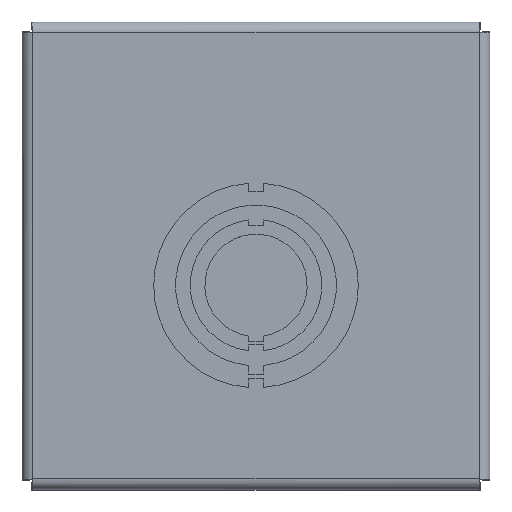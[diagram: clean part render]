
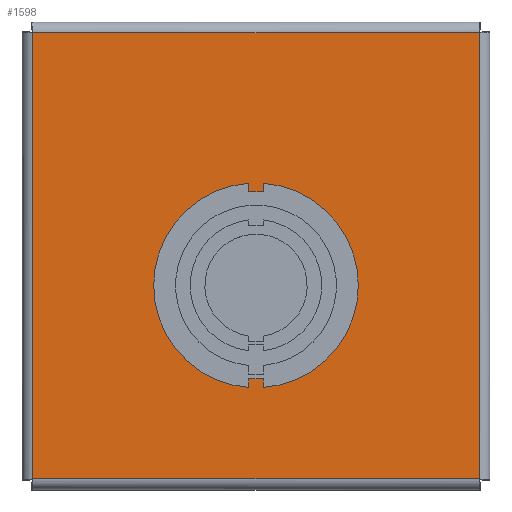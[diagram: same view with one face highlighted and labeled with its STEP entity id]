
A CAD part, top view. The second image highlights one B-rep face of the part: STEP entity #1598.
In plain terms, the highlighted planar face has unit normal (0, 0, 1).
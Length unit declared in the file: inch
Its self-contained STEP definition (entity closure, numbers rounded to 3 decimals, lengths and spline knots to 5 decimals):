
#53=FACE_BOUND('',#283,.T.);
#59=CIRCLE('',#1645,0.875);
#66=CIRCLE('',#1659,0.875);
#170=FACE_OUTER_BOUND('',#282,.T.);
#282=EDGE_LOOP('',(#1266,#1267,#1268,#1269));
#283=EDGE_LOOP('',(#1270,#1271,#1272,#1273,#1274,#1275,#1276,#1277));
#335=LINE('',#2189,#506);
#339=LINE('',#2197,#510);
#343=LINE('',#2209,#514);
#346=LINE('',#2215,#517);
#361=LINE('',#2255,#532);
#365=LINE('',#2266,#536);
#390=LINE('',#2393,#561);
#405=LINE('',#2497,#576);
#420=LINE('',#2601,#591);
#434=LINE('',#2702,#605);
#506=VECTOR('',#1774,0.125);
#510=VECTOR('',#1780,0.074);
#514=VECTOR('',#1792,0.074);
#517=VECTOR('',#1797,0.125);
#532=VECTOR('',#1830,0.074);
#536=VECTOR('',#1842,0.074);
#561=VECTOR('',#1897,3.8135);
#576=VECTOR('',#1930,3.8135);
#591=VECTOR('',#1963,3.8135);
#605=VECTOR('',#1995,3.8135);
#676=VERTEX_POINT('',#2187);
#677=VERTEX_POINT('',#2188);
#680=VERTEX_POINT('',#2196);
#682=VERTEX_POINT('',#2202);
#684=VERTEX_POINT('',#2208);
#686=VERTEX_POINT('',#2214);
#702=VERTEX_POINT('',#2254);
#704=VERTEX_POINT('',#2260);
#722=VERTEX_POINT('',#2348);
#723=VERTEX_POINT('',#2377);
#735=VERTEX_POINT('',#2454);
#747=VERTEX_POINT('',#2585);
#809=EDGE_CURVE('',#676,#677,#335,.T.);
#813=EDGE_CURVE('',#680,#676,#339,.T.);
#816=EDGE_CURVE('',#682,#680,#59,.T.);
#819=EDGE_CURVE('',#684,#682,#343,.T.);
#822=EDGE_CURVE('',#686,#684,#346,.T.);
#842=EDGE_CURVE('',#677,#702,#361,.T.);
#845=EDGE_CURVE('',#702,#704,#66,.T.);
#848=EDGE_CURVE('',#704,#686,#365,.T.);
#880=EDGE_CURVE('',#723,#722,#390,.T.);
#901=EDGE_CURVE('',#722,#735,#405,.T.);
#922=EDGE_CURVE('',#747,#723,#420,.T.);
#942=EDGE_CURVE('',#735,#747,#434,.T.);
#1266=ORIENTED_EDGE('',*,*,#942,.T.);
#1267=ORIENTED_EDGE('',*,*,#922,.T.);
#1268=ORIENTED_EDGE('',*,*,#880,.T.);
#1269=ORIENTED_EDGE('',*,*,#901,.T.);
#1270=ORIENTED_EDGE('',*,*,#845,.T.);
#1271=ORIENTED_EDGE('',*,*,#848,.T.);
#1272=ORIENTED_EDGE('',*,*,#822,.T.);
#1273=ORIENTED_EDGE('',*,*,#819,.T.);
#1274=ORIENTED_EDGE('',*,*,#816,.T.);
#1275=ORIENTED_EDGE('',*,*,#813,.T.);
#1276=ORIENTED_EDGE('',*,*,#809,.T.);
#1277=ORIENTED_EDGE('',*,*,#842,.T.);
#1508=PLANE('',#1708);
#1598=ADVANCED_FACE('',(#170,#53),#1508,.T.);
#1645=AXIS2_PLACEMENT_3D('',#2203,#1785,#1786);
#1659=AXIS2_PLACEMENT_3D('',#2261,#1835,#1836);
#1708=AXIS2_PLACEMENT_3D('',#2707,#2004,#2005);
#1774=DIRECTION('',(1.,0.,0.));
#1780=DIRECTION('',(0.,-1.,0.));
#1785=DIRECTION('center_axis',(0.,0.,-1.));
#1786=DIRECTION('ref_axis',(0.071,-0.997,0.));
#1792=DIRECTION('',(0.,-1.,0.));
#1797=DIRECTION('',(-1.,0.,0.));
#1830=DIRECTION('',(0.,1.,0.));
#1835=DIRECTION('center_axis',(0.,0.,-1.));
#1836=DIRECTION('ref_axis',(-0.071,0.997,0.));
#1842=DIRECTION('',(0.,1.,0.));
#1897=DIRECTION('',(-1.,0.,0.));
#1930=DIRECTION('',(0.,-1.,0.));
#1963=DIRECTION('',(0.,1.,0.));
#1995=DIRECTION('',(1.,0.,0.));
#2004=DIRECTION('center_axis',(0.,0.,1.));
#2005=DIRECTION('ref_axis',(1.,0.,0.));
#2187=CARTESIAN_POINT('',(-0.06254,0.54676,0.062));
#2188=CARTESIAN_POINT('',(0.06246,0.54677,0.062));
#2189=CARTESIAN_POINT('',(0.03122,0.54677,0.062));
#2196=CARTESIAN_POINT('',(-0.06254,0.62076,0.062));
#2197=CARTESIAN_POINT('',(-0.06254,0.27338,0.062));
#2202=CARTESIAN_POINT('',(-0.06246,-1.12477,0.062));
#2203=CARTESIAN_POINT('Origin',(0.,-0.252,0.062));
#2208=CARTESIAN_POINT('',(-0.06246,-1.05077,0.062));
#2209=CARTESIAN_POINT('',(-0.06246,-0.56238,0.062));
#2214=CARTESIAN_POINT('',(0.06254,-1.05076,0.062));
#2215=CARTESIAN_POINT('',(-0.0312,-1.05077,0.062));
#2254=CARTESIAN_POINT('',(0.06246,0.62077,0.062));
#2255=CARTESIAN_POINT('',(0.06246,0.31038,0.062));
#2260=CARTESIAN_POINT('',(0.06254,-1.12476,0.062));
#2261=CARTESIAN_POINT('Origin',(0.,-0.252,0.062));
#2266=CARTESIAN_POINT('',(0.06254,-0.52538,0.062));
#2348=CARTESIAN_POINT('',(-1.90675,1.90675,0.062));
#2377=CARTESIAN_POINT('',(1.90675,1.90675,0.062));
#2393=CARTESIAN_POINT('',(0.95338,1.90675,0.062));
#2454=CARTESIAN_POINT('',(-1.90675,-1.90675,0.062));
#2497=CARTESIAN_POINT('',(-1.90675,0.95338,0.062));
#2585=CARTESIAN_POINT('',(1.90675,-1.90675,0.062));
#2601=CARTESIAN_POINT('',(1.90675,-0.95338,0.062));
#2702=CARTESIAN_POINT('',(-0.95338,-1.90675,0.062));
#2707=CARTESIAN_POINT('Origin',(0.,0.,
0.062));
